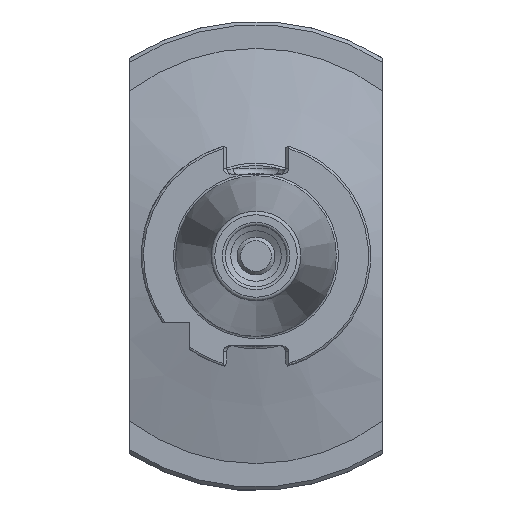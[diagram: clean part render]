
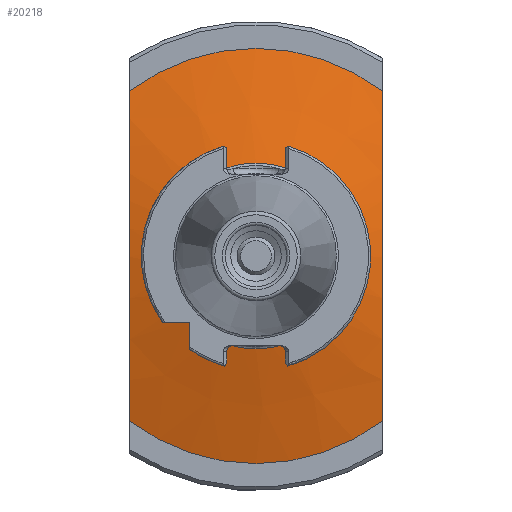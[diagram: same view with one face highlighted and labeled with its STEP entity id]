
A CAD part, left-side view. The second image highlights one B-rep face of the part: STEP entity #20218.
In plain terms, the highlighted conical face has half-angle 75 degrees and reference radius 57.5 mm.
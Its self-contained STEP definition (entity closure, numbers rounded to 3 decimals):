
#415 = CARTESIAN_POINT ( 'NONE',  ( 42.534, 35., 38.088 ) ) ;
#667 = CARTESIAN_POINT ( 'NONE',  ( 38.918, 35., 15.23 ) ) ;
#979 = EDGE_CURVE ( 'NONE', #10225, #2790, #7720, .T. ) ;
#1113 = CIRCLE ( 'NONE', #9491, 25.741 ) ;
#1166 = CARTESIAN_POINT ( 'NONE',  ( 38.723, -35., 13.3 ) ) ;
#1442 = VERTEX_POINT ( 'NONE', #10871 ) ;
#1649 = B_SPLINE_CURVE_WITH_KNOTS ( 'NONE', 3,
 ( #22371, #24048, #14470, #2933, #24309, #12830, #4871, #3015, #16381, #1166, #16905, #7244, #24478, #1685, #3377, #20697, #20615, #16645, #5225, #15066, #22463, #11189 ),
 .UNSPECIFIED., .F., .F.,
 ( 4, 2, 2, 2, 2, 2, 2, 2, 2, 2, 4 ),
 ( 0.177, 0.189, 0.2, 0.206, 0.209, 0.212, 0.223, 0.235, 0.246, 0.258, 0.27 ),
 .UNSPECIFIED. ) ;
#1685 = CARTESIAN_POINT ( 'NONE',  ( 38.077, -35., -4.03 ) ) ;
#1897 = CARTESIAN_POINT ( 'NONE',  ( 44.1, 0., 0. ) ) ;
#2409 = CIRCLE ( 'NONE', #4936, 57.5 ) ;
#2527 = CARTESIAN_POINT ( 'NONE',  ( 39.362, 35., -19.245 ) ) ;
#2790 = VERTEX_POINT ( 'NONE', #11447 ) ;
#2933 = CARTESIAN_POINT ( 'NONE',  ( 41.115, -35., 30.52 ) ) ;
#3015 = CARTESIAN_POINT ( 'NONE',  ( 39.024, -35., 16.193 ) ) ;
#3053 = DIRECTION ( 'NONE',  ( 0., 0., 1. ) ) ;
#3091 = B_SPLINE_CURVE_WITH_KNOTS ( 'NONE', 3,
 ( #6152, #8495, #415, #21712, #6235, #6558, #6480, #13833, #667, #19912, #14153, #23716, #15985, #4551, #10004, #6316, #2527, #10337, #8417, #4459, #15820, #8176 ),
 .UNSPECIFIED., .F., .F.,
 ( 4, 2, 2, 2, 2, 2, 2, 2, 2, 2, 4 ),
 ( 0.177, 0.189, 0.2, 0.206, 0.209, 0.212, 0.223, 0.235, 0.246, 0.258, 0.27 ),
 .UNSPECIFIED. ) ;
#3377 = CARTESIAN_POINT ( 'NONE',  ( 38.255, -35., -7.848 ) ) ;
#4341 = CARTESIAN_POINT ( 'NONE',  ( 44.1, 35., -45.621 ) ) ;
#4459 = CARTESIAN_POINT ( 'NONE',  ( 42.538, 35., -38.106 ) ) ;
#4551 = CARTESIAN_POINT ( 'NONE',  ( 38.077, 35., -4.03 ) ) ;
#4871 = CARTESIAN_POINT ( 'NONE',  ( 39.364, -35., 19.077 ) ) ;
#4936 = AXIS2_PLACEMENT_3D ( 'NONE', #16399, #7001, #16585 ) ;
#5036 = ORIENTED_EDGE ( 'NONE', *, *, #9422, .T. ) ;
#5225 = CARTESIAN_POINT ( 'NONE',  ( 41.125, -35., -30.576 ) ) ;
#6120 = FACE_OUTER_BOUND ( 'NONE', #21880, .T. ) ;
#6152 = CARTESIAN_POINT ( 'NONE',  ( 44.1, 35., 45.621 ) ) ;
#6227 = DIRECTION ( 'NONE',  ( 0., 0., -1. ) ) ;
#6235 = CARTESIAN_POINT ( 'NONE',  ( 40.461, 35., 26.722 ) ) ;
#6316 = CARTESIAN_POINT ( 'NONE',  ( 38.899, 35., -15.456 ) ) ;
#6480 = CARTESIAN_POINT ( 'NONE',  ( 39.364, 35., 19.077 ) ) ;
#6558 = CARTESIAN_POINT ( 'NONE',  ( 39.62, 35., 20.993 ) ) ;
#6642 = EDGE_LOOP ( 'NONE', ( #5036 ) ) ;
#6854 = CARTESIAN_POINT ( 'NONE',  ( 44.1, -35., -45.621 ) ) ;
#7001 = DIRECTION ( 'NONE',  ( 1., 0., 0. ) ) ;
#7086 = CARTESIAN_POINT ( 'NONE',  ( 44.1, 35., 45.621 ) ) ;
#7244 = CARTESIAN_POINT ( 'NONE',  ( 38.233, -35., 7.496 ) ) ;
#7522 = ORIENTED_EDGE ( 'NONE', *, *, #979, .F. ) ;
#7720 = CIRCLE ( 'NONE', #7855, 57.5 ) ;
#7772 = AXIS2_PLACEMENT_3D ( 'NONE', #10158, #9920, #6227 ) ;
#7855 = AXIS2_PLACEMENT_3D ( 'NONE', #1897, #9704, #19191 ) ;
#7878 = EDGE_CURVE ( 'NONE', #10059, #10502, #2409, .T. ) ;
#8176 = CARTESIAN_POINT ( 'NONE',  ( 44.1, 35., -45.621 ) ) ;
#8417 = CARTESIAN_POINT ( 'NONE',  ( 41.125, 35., -30.576 ) ) ;
#8495 = CARTESIAN_POINT ( 'NONE',  ( 43.3, 35., 41.858 ) ) ;
#9422 = EDGE_CURVE ( 'NONE', #1442, #1442, #1113, .T. ) ;
#9491 = AXIS2_PLACEMENT_3D ( 'NONE', #10691, #16264, #3053 ) ;
#9704 = DIRECTION ( 'NONE',  ( 1., 0., 0. ) ) ;
#9809 = ORIENTED_EDGE ( 'NONE', *, *, #14826, .T. ) ;
#9920 = DIRECTION ( 'NONE',  ( 1., 0., 0. ) ) ;
#10004 = CARTESIAN_POINT ( 'NONE',  ( 38.255, 35., -7.848 ) ) ;
#10059 = VERTEX_POINT ( 'NONE', #6854 ) ;
#10158 = CARTESIAN_POINT ( 'NONE',  ( 44.1, 0., 0. ) ) ;
#10225 = VERTEX_POINT ( 'NONE', #7086 ) ;
#10337 = CARTESIAN_POINT ( 'NONE',  ( 40.475, 35., -26.806 ) ) ;
#10502 = VERTEX_POINT ( 'NONE', #4341 ) ;
#10691 = CARTESIAN_POINT ( 'NONE',  ( 35.59, 0., 0. ) ) ;
#10871 = CARTESIAN_POINT ( 'NONE',  ( 35.59, 0., 25.741 ) ) ;
#11189 = CARTESIAN_POINT ( 'NONE',  ( 44.1, -35., -45.621 ) ) ;
#11231 = FACE_BOUND ( 'NONE', #6642, .T. ) ;
#11447 = CARTESIAN_POINT ( 'NONE',  ( 44.1, -35., 45.621 ) ) ;
#12830 = CARTESIAN_POINT ( 'NONE',  ( 39.62, -35., 20.993 ) ) ;
#13833 = CARTESIAN_POINT ( 'NONE',  ( 39.024, 35., 16.193 ) ) ;
#14153 = CARTESIAN_POINT ( 'NONE',  ( 38.633, 35., 12.332 ) ) ;
#14470 = CARTESIAN_POINT ( 'NONE',  ( 42.534, -35., 38.088 ) ) ;
#14826 = EDGE_CURVE ( 'NONE', #10225, #10502, #3091, .T. ) ;
#15066 = CARTESIAN_POINT ( 'NONE',  ( 42.538, -35., -38.106 ) ) ;
#15076 = CONICAL_SURFACE ( 'NONE', #7772, 57.5, 1.309 ) ;
#15820 = CARTESIAN_POINT ( 'NONE',  ( 43.302, 35., -41.865 ) ) ;
#15985 = CARTESIAN_POINT ( 'NONE',  ( 38.066, 35., 3.642 ) ) ;
#16264 = DIRECTION ( 'NONE',  ( 1., 0., 0. ) ) ;
#16381 = CARTESIAN_POINT ( 'NONE',  ( 38.918, -35., 15.23 ) ) ;
#16399 = CARTESIAN_POINT ( 'NONE',  ( 44.1, 0., 0. ) ) ;
#16585 = DIRECTION ( 'NONE',  ( 0., 0., -1. ) ) ;
#16645 = CARTESIAN_POINT ( 'NONE',  ( 40.475, -35., -26.806 ) ) ;
#16905 = CARTESIAN_POINT ( 'NONE',  ( 38.633, -35., 12.332 ) ) ;
#19138 = EDGE_CURVE ( 'NONE', #2790, #10059, #1649, .T. ) ;
#19191 = DIRECTION ( 'NONE',  ( 0., 0., -1. ) ) ;
#19912 = CARTESIAN_POINT ( 'NONE',  ( 38.723, 35., 13.3 ) ) ;
#20218 = ADVANCED_FACE ( 'NONE', ( #11231, #6120 ), #15076, .T. ) ;
#20615 = CARTESIAN_POINT ( 'NONE',  ( 39.362, -35., -19.245 ) ) ;
#20697 = CARTESIAN_POINT ( 'NONE',  ( 38.899, -35., -15.456 ) ) ;
#21712 = CARTESIAN_POINT ( 'NONE',  ( 41.115, 35., 30.52 ) ) ;
#21827 = ORIENTED_EDGE ( 'NONE', *, *, #7878, .F. ) ;
#21880 = EDGE_LOOP ( 'NONE', ( #7522, #9809, #21827, #22425 ) ) ;
#22371 = CARTESIAN_POINT ( 'NONE',  ( 44.1, -35., 45.621 ) ) ;
#22425 = ORIENTED_EDGE ( 'NONE', *, *, #19138, .F. ) ;
#22463 = CARTESIAN_POINT ( 'NONE',  ( 43.302, -35., -41.865 ) ) ;
#23716 = CARTESIAN_POINT ( 'NONE',  ( 38.233, 35., 7.496 ) ) ;
#24048 = CARTESIAN_POINT ( 'NONE',  ( 43.3, -35., 41.858 ) ) ;
#24309 = CARTESIAN_POINT ( 'NONE',  ( 40.461, -35., 26.722 ) ) ;
#24478 = CARTESIAN_POINT ( 'NONE',  ( 38.066, -35., 3.642 ) ) ;
